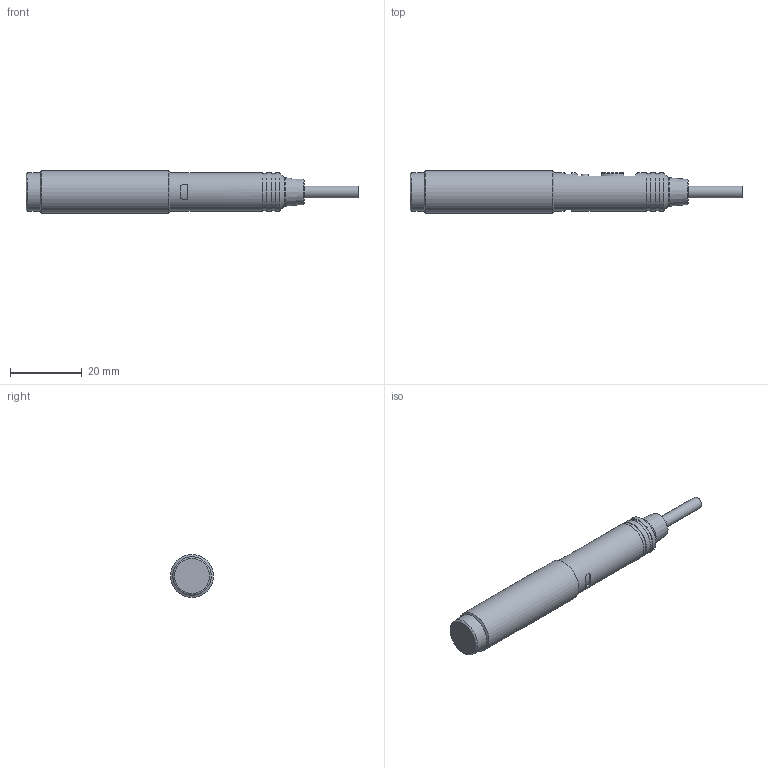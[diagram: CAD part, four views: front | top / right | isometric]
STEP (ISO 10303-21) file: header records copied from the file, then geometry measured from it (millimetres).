
FILE_DESCRIPTION(/* description */ (''),/* implementation_level */ '2;1');
FILE_NAME(/* name */ 'CA12xAN08BPA2IO_1.stp',/* time_stamp */ '2023-10-13T08:35:40+02:00',/* author */ ('tvb'),/* organization */ (''),/* preprocessor_version */ 'ST-DEVELOPER v19.2',/* originating_system */ 'Autodesk Inventor 2023',/* authorisation */ '');
FILE_SCHEMA (('AUTOMOTIVE_DESIGN { 1 0 10303 214 3 1 1 }'));
Length unit declared in the file: millimetre
Products named in the file (1): CA12xAN08BPA2IO_1
Bounding box: 92.35 x 11.88 x 11.88 mm (x, y, z)
Volume: 7467.7 mm3; surface area: 3255.1 mm2
Topology: 4 solids, 5 shells, 73 faces, 151 edges, 96 vertices
Faces by surface type: plane 32, cylinder 27, cone 5, torus 5, bspline 4
Full cylindrical faces by diameter (mm): 2 x2, 2.036 x2, 3.3 x1, 8.933 x1, 10.3 x2, 10.7 x4, 11.88 x1
Entity records: 2768 total; most frequent: CARTESIAN_POINT 1013, DIRECTION 352, ORIENTED_EDGE 298, EDGE_CURVE 149, AXIS2_PLACEMENT_3D 145, VERTEX_POINT 96, EDGE_LOOP 85, FACE_OUTER_BOUND 73
